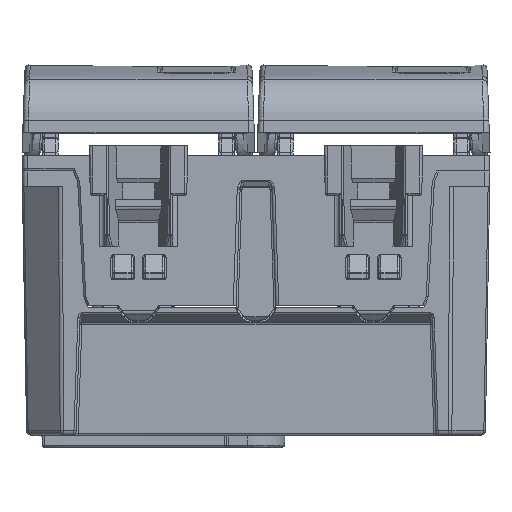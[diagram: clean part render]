
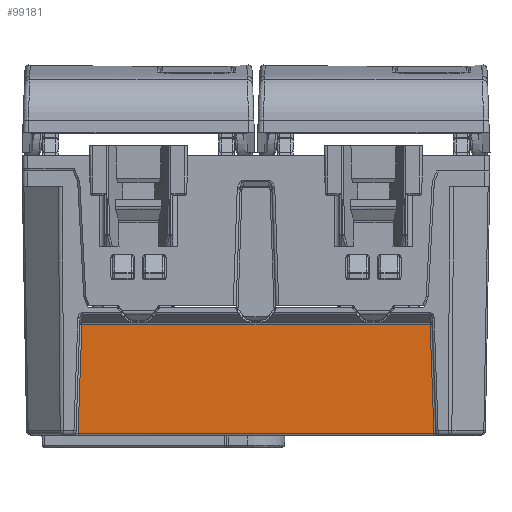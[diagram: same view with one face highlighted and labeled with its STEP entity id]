
A CAD part, front view. The second image highlights one B-rep face of the part: STEP entity #99181.
In plain terms, the highlighted planar face has unit normal (0, -1, -0.018).
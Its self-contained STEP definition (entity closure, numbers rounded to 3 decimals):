
#99158=AXIS2_PLACEMENT_3D('Plane Axis2P3D',#99155,#99156,#99157) ;
#92304=CARTESIAN_POINT('Vertex',(16.81,-20.467,-23.703)) ;
#92309=CARTESIAN_POINT('Line Origine',(0.,-20.467,-23.703)) ;
#92313=CARTESIAN_POINT('Vertex',(-16.81,-20.467,-23.703)) ;
#93770=CARTESIAN_POINT('Vertex',(16.45,-20.647,-13.391)) ;
#93807=CARTESIAN_POINT('Vertex',(-16.45,-20.647,-13.391)) ;
#99155=CARTESIAN_POINT('Axis2P3D Location',(-17.483,-20.463,-23.91)) ;
#99160=CARTESIAN_POINT('Line Origine',(16.63,-20.557,-18.547)) ;
#99165=CARTESIAN_POINT('Line Origine',(0.,-20.647,-13.391)) ;
#99170=CARTESIAN_POINT('Line Origine',(-16.63,-20.557,-18.547)) ;
#92310=DIRECTION('Vector Direction',(-1.,0.,0.)) ;
#99156=DIRECTION('Axis2P3D Direction',(0.,-1.,-0.017)) ;
#99157=DIRECTION('Axis2P3D XDirection',(1.,0.,0.)) ;
#99161=DIRECTION('Vector Direction',(-0.035,-0.017,0.999)) ;
#99166=DIRECTION('Vector Direction',(-1.,0.,0.)) ;
#99171=DIRECTION('Vector Direction',(-0.035,0.017,-0.999)) ;
#92311=VECTOR('Line Direction',#92310,1.) ;
#99162=VECTOR('Line Direction',#99161,1.) ;
#99167=VECTOR('Line Direction',#99166,1.) ;
#99172=VECTOR('Line Direction',#99171,1.) ;
#99176=ORIENTED_EDGE('',*,*,#92315,.T.) ;
#99177=ORIENTED_EDGE('',*,*,#99164,.F.) ;
#99178=ORIENTED_EDGE('',*,*,#99169,.F.) ;
#99179=ORIENTED_EDGE('',*,*,#99174,.T.) ;
#99181=ADVANCED_FACE('PartBody',(#99180),#99159,.T.) ;
#92315=EDGE_CURVE('',#92314,#92305,#92312,.F.) ;
#99164=EDGE_CURVE('',#93771,#92305,#99163,.F.) ;
#99169=EDGE_CURVE('',#93808,#93771,#99168,.F.) ;
#99174=EDGE_CURVE('',#93808,#92314,#99173,.T.) ;
#99175=EDGE_LOOP('',(#99176,#99177,#99178,#99179)) ;
#99180=FACE_OUTER_BOUND('',#99175,.T.) ;
#92312=LINE('Line',#92309,#92311) ;
#99163=LINE('Line',#99160,#99162) ;
#99168=LINE('Line',#99165,#99167) ;
#99173=LINE('Line',#99170,#99172) ;
#99159=PLANE('',#99158) ;
#92305=VERTEX_POINT('',#92304) ;
#92314=VERTEX_POINT('',#92313) ;
#93771=VERTEX_POINT('',#93770) ;
#93808=VERTEX_POINT('',#93807) ;
